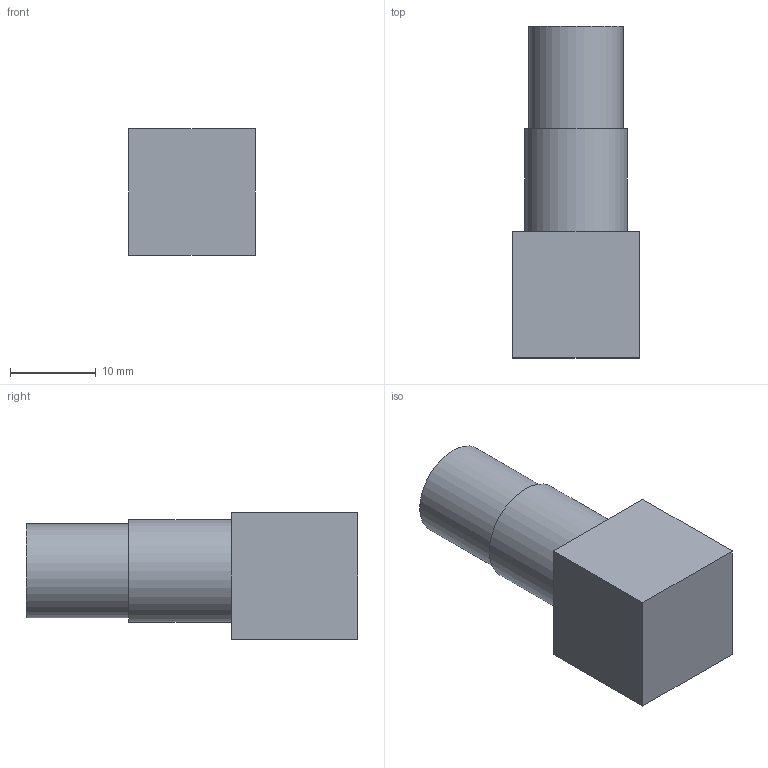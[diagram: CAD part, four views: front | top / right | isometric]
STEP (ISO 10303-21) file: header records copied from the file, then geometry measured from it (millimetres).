
FILE_DESCRIPTION(('FreeCAD Model'),'2;1');
FILE_NAME('BNC_Amphenol_B6252HB-NPP3G-50_Horizontal.step','2019-10-27T19:46:57',('Author'),(''), 'Open CASCADE STEP processor 7.3','FreeCAD','Unknown');
FILE_SCHEMA(('AUTOMOTIVE_DESIGN { 1 0 10303 214 1 1 1 1 }'));
Length unit declared in the file: millimetre
Products named in the file (1): union001
Bounding box: 14.8 x 38.8 x 14.8 mm (x, y, z)
Volume: 4908.5 mm3; surface area: 2618.6 mm2
Topology: 1 solids, 1 shells, 14 faces, 24 edges, 16 vertices
Faces by surface type: plane 10, cylinder 4
Full cylindrical faces by diameter (mm): 2 x1, 9.6 x1, 11 x1, 12 x1
Entity records: 357 total; most frequent: DIRECTION 62, CARTESIAN_POINT 55, ORIENTED_EDGE 48, EDGE_CURVE 24, AXIS2_PLACEMENT_3D 23, FACE_BOUND 18, EDGE_LOOP 18, VERTEX_POINT 16
